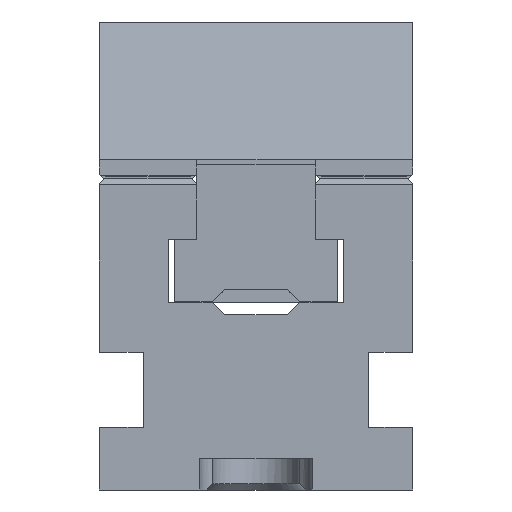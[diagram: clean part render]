
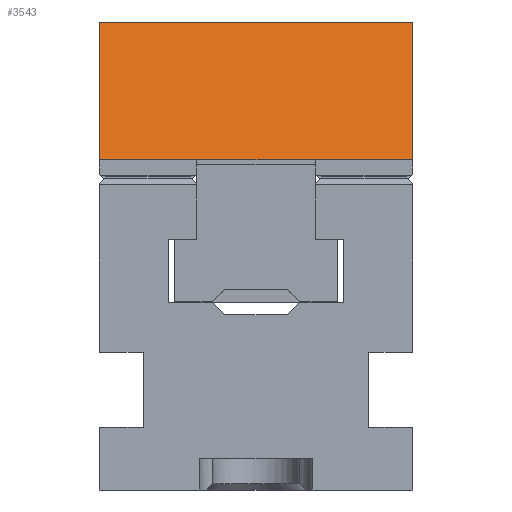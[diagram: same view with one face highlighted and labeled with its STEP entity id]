
A CAD part, front view. The second image highlights one B-rep face of the part: STEP entity #3543.
In plain terms, the highlighted face is planar.
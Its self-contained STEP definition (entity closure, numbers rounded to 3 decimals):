
#3543 = ADVANCED_FACE( '', ( #8198 ), #8199, .T. );
#8198 = FACE_OUTER_BOUND( '', #14084, .T. );
#8199 = PLANE( '', #14085 );
#14084 = EDGE_LOOP( '', ( #24179, #24180, #24181, #24182, #24183, #24184, #24185, #24186 ) );
#14085 = AXIS2_PLACEMENT_3D( '', #24187, #24188, #24189 );
#24179 = ORIENTED_EDGE( '', *, *, #37057, .F. );
#24180 = ORIENTED_EDGE( '', *, *, #39958, .T. );
#24181 = ORIENTED_EDGE( '', *, *, #39959, .F. );
#24182 = ORIENTED_EDGE( '', *, *, #39960, .F. );
#24183 = ORIENTED_EDGE( '', *, *, #39961, .T. );
#24184 = ORIENTED_EDGE( '', *, *, #39962, .T. );
#24185 = ORIENTED_EDGE( '', *, *, #39963, .F. );
#24186 = ORIENTED_EDGE( '', *, *, #39964, .F. );
#24187 = CARTESIAN_POINT( '', ( 25., 19.1, 12.5 ) );
#24188 = DIRECTION( '', ( 0., 0.966, 0.259 ) );
#24189 = DIRECTION( '', ( 0., -0.259, 0.966 ) );
#37057 = EDGE_CURVE( '', #45018, #45020, #45021, .T. );
#39958 = EDGE_CURVE( '', #45018, #49864, #49865, .T. );
#39959 = EDGE_CURVE( '', #49866, #49864, #49867, .T. );
#39960 = EDGE_CURVE( '', #49868, #49866, #49869, .T. );
#39961 = EDGE_CURVE( '', #49868, #49870, #49871, .T. );
#39962 = EDGE_CURVE( '', #49870, #49872, #49873, .T. );
#39963 = EDGE_CURVE( '', #49874, #49872, #49875, .T. );
#39964 = EDGE_CURVE( '', #45020, #49874, #49876, .T. );
#45018 = VERTEX_POINT( '', #56654 );
#45020 = VERTEX_POINT( '', #56657 );
#45021 = LINE( '', #56658, #56659 );
#49864 = VERTEX_POINT( '', #63947 );
#49865 = LINE( '', #63948, #63949 );
#49866 = VERTEX_POINT( '', #63950 );
#49867 = LINE( '', #63951, #63952 );
#49868 = VERTEX_POINT( '', #63953 );
#49869 = LINE( '', #63954, #63955 );
#49870 = VERTEX_POINT( '', #63956 );
#49871 = LINE( '', #63957, #63958 );
#49872 = VERTEX_POINT( '', #63959 );
#49873 = LINE( '', #63960, #63961 );
#49874 = VERTEX_POINT( '', #63962 );
#49875 = LINE( '', #63963, #63964 );
#49876 = LINE( '', #63965, #63966 );
#56654 = CARTESIAN_POINT( '', ( -9.5, 25., -9.519 ) );
#56657 = CARTESIAN_POINT( '', ( -9.5, 24.995, -9.5 ) );
#56658 = CARTESIAN_POINT( '', ( -9.5, 19.1, 12.5 ) );
#56659 = VECTOR( '', #71788, 1000. );
#63947 = CARTESIAN_POINT( '', ( -25., 25., -9.519 ) );
#63948 = CARTESIAN_POINT( '', ( 25., 25., -9.519 ) );
#63949 = VECTOR( '', #74406, 1000. );
#63950 = CARTESIAN_POINT( '', ( -25., 19.1, 12.5 ) );
#63951 = CARTESIAN_POINT( '', ( -25., 19.1, 12.5 ) );
#63952 = VECTOR( '', #74407, 1000. );
#63953 = CARTESIAN_POINT( '', ( 25., 19.1, 12.5 ) );
#63954 = CARTESIAN_POINT( '', ( 25., 19.1, 12.5 ) );
#63955 = VECTOR( '', #74408, 1000. );
#63956 = CARTESIAN_POINT( '', ( 25., 25., -9.519 ) );
#63957 = CARTESIAN_POINT( '', ( 25., 19.1, 12.5 ) );
#63958 = VECTOR( '', #74409, 1000. );
#63959 = CARTESIAN_POINT( '', ( 9.5, 25., -9.519 ) );
#63960 = CARTESIAN_POINT( '', ( 25., 25., -9.519 ) );
#63961 = VECTOR( '', #74410, 1000. );
#63962 = CARTESIAN_POINT( '', ( 9.5, 24.995, -9.5 ) );
#63963 = CARTESIAN_POINT( '', ( 9.5, 19.1, 12.5 ) );
#63964 = VECTOR( '', #74411, 1000. );
#63965 = CARTESIAN_POINT( '', ( 25., 24.995, -9.5 ) );
#63966 = VECTOR( '', #74412, 1000. );
#71788 = DIRECTION( '', ( 0., -0.259, 0.966 ) );
#74406 = DIRECTION( '', ( -1., 0., 0. ) );
#74407 = DIRECTION( '', ( 0., 0.259, -0.966 ) );
#74408 = DIRECTION( '', ( -1., 0., 0. ) );
#74409 = DIRECTION( '', ( 0., 0.259, -0.966 ) );
#74410 = DIRECTION( '', ( -1., 0., 0. ) );
#74411 = DIRECTION( '', ( 0., 0.259, -0.966 ) );
#74412 = DIRECTION( '', ( 1., 0., 0. ) );
